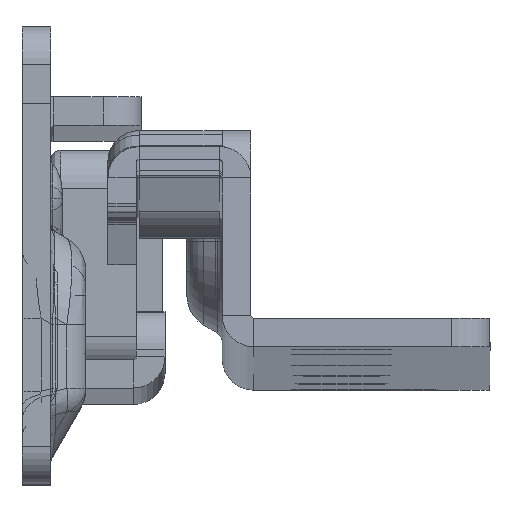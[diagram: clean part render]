
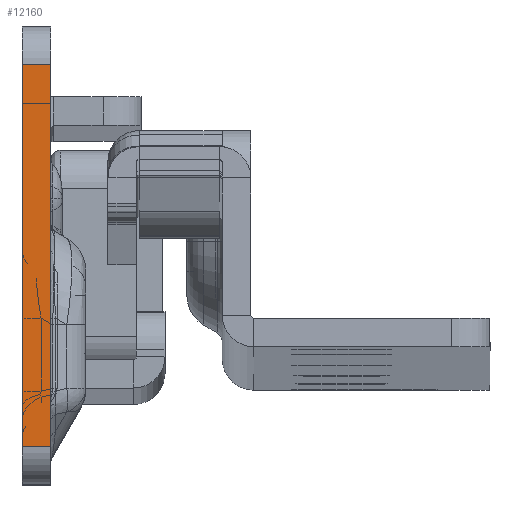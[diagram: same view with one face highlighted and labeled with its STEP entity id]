
A CAD part, top view. The second image highlights one B-rep face of the part: STEP entity #12160.
In plain terms, the highlighted planar face has unit normal (0, 0, 1).
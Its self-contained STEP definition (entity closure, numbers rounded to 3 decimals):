
#979 = EDGE_CURVE ( 'NONE', #14687, #10093, #4489, .T. ) ;
#1388 = DIRECTION ( 'NONE',  ( 0., 0., 1. ) ) ;
#1435 = CARTESIAN_POINT ( 'NONE',  ( -3., -29.094, 0. ) ) ;
#2314 = ORIENTED_EDGE ( 'NONE', *, *, #12983, .T. ) ;
#2397 = ORIENTED_EDGE ( 'NONE', *, *, #10345, .F. ) ;
#3112 = CARTESIAN_POINT ( 'NONE',  ( -142.194, -21.7, 0. ) ) ;
#3208 = VECTOR ( 'NONE', #9238, 1000. ) ;
#3691 = DIRECTION ( 'NONE',  ( 0., -1., 0. ) ) ;
#4108 = EDGE_LOOP ( 'NONE', ( #2397, #8945, #9429, #2314 ) ) ;
#4211 = CARTESIAN_POINT ( 'NONE',  ( 0., 18.3, 0. ) ) ;
#4258 = FACE_OUTER_BOUND ( 'NONE', #4108, .T. ) ;
#4489 = LINE ( 'NONE', #1435, #13992 ) ;
#4606 = CARTESIAN_POINT ( 'NONE',  ( 0., -21.7, 0. ) ) ;
#4823 = VECTOR ( 'NONE', #3691, 1000. ) ;
#7492 = LINE ( 'NONE', #7845, #4823 ) ;
#7845 = CARTESIAN_POINT ( 'NONE',  ( 0., -29.094, 0. ) ) ;
#8945 = ORIENTED_EDGE ( 'NONE', *, *, #16497, .F. ) ;
#9238 = DIRECTION ( 'NONE',  ( 1., 0., 0. ) ) ;
#9419 = CARTESIAN_POINT ( 'NONE',  ( -3., 18.3, 0. ) ) ;
#9429 = ORIENTED_EDGE ( 'NONE', *, *, #979, .T. ) ;
#9759 = CARTESIAN_POINT ( 'NONE',  ( -3., -21.7, 0. ) ) ;
#9959 = LINE ( 'NONE', #3112, #11184 ) ;
#10093 = VERTEX_POINT ( 'NONE', #9759 ) ;
#10345 = EDGE_CURVE ( 'NONE', #10536, #14416, #7492, .T. ) ;
#10536 = VERTEX_POINT ( 'NONE', #4211 ) ;
#11022 = DIRECTION ( 'NONE',  ( 1., 0., 0. ) ) ;
#11184 = VECTOR ( 'NONE', #11573, 1000. ) ;
#11335 = DIRECTION ( 'NONE',  ( 0., -1., 0. ) ) ;
#11573 = DIRECTION ( 'NONE',  ( 1., 0., 0. ) ) ;
#11858 = LINE ( 'NONE', #9419, #3208 ) ;
#12160 = ADVANCED_FACE ( 'NONE', ( #4258 ), #12381, .T. ) ;
#12381 = PLANE ( 'NONE',  #15538 ) ;
#12560 = CARTESIAN_POINT ( 'NONE',  ( -3., -29.094, 0. ) ) ;
#12983 = EDGE_CURVE ( 'NONE', #10093, #14416, #9959, .T. ) ;
#13992 = VECTOR ( 'NONE', #11335, 1000. ) ;
#14416 = VERTEX_POINT ( 'NONE', #4606 ) ;
#14687 = VERTEX_POINT ( 'NONE', #17018 ) ;
#15538 = AXIS2_PLACEMENT_3D ( 'NONE', #12560, #1388, #11022 ) ;
#16497 = EDGE_CURVE ( 'NONE', #14687, #10536, #11858, .T. ) ;
#17018 = CARTESIAN_POINT ( 'NONE',  ( -3., 18.3, 0. ) ) ;
